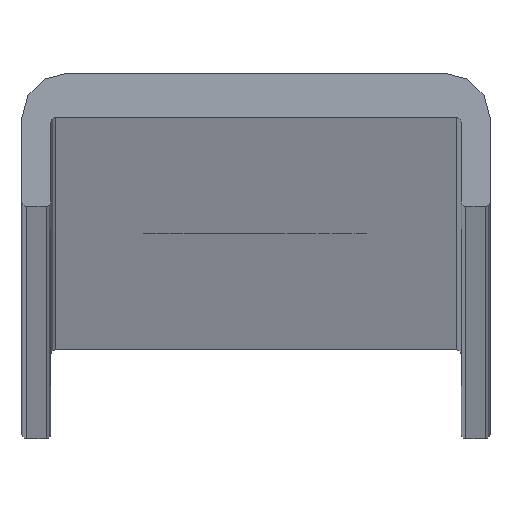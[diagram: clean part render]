
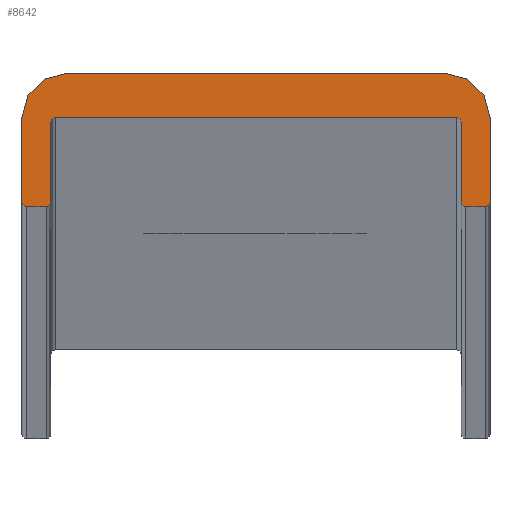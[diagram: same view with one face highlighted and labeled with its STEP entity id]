
A CAD part, top view. The second image highlights one B-rep face of the part: STEP entity #8642.
In plain terms, the highlighted planar face has unit normal (0, 0, 1).
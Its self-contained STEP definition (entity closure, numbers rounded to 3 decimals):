
#5 = DIRECTION ( 'NONE',  ( -1., 0., 0. ) ) ;
#39 = VECTOR ( 'NONE', #5014, 1000. ) ;
#94 = EDGE_CURVE ( 'NONE', #12336, #6493, #7595, .T. ) ;
#136 = CARTESIAN_POINT ( 'NONE',  ( -9.25, 0.2, 3000. ) ) ;
#431 = AXIS2_PLACEMENT_3D ( 'NONE', #3939, #5182, #17564 ) ;
#711 = VECTOR ( 'NONE', #5737, 1000. ) ;
#970 = VERTEX_POINT ( 'NONE', #7580 ) ;
#1088 = VECTOR ( 'NONE', #11282, 1000. ) ;
#1218 = DIRECTION ( 'NONE',  ( 0., 0., 1. ) ) ;
#1512 = ORIENTED_EDGE ( 'NONE', *, *, #13858, .T. ) ;
#1678 = LINE ( 'NONE', #4475, #15755 ) ;
#1733 = CIRCLE ( 'NONE', #12246, 0.2 ) ;
#2027 = CARTESIAN_POINT ( 'NONE',  ( 10.35, 0.2, 3000. ) ) ;
#2167 = VECTOR ( 'NONE', #6418, 1000. ) ;
#2172 = ORIENTED_EDGE ( 'NONE', *, *, #4510, .T. ) ;
#2442 = VECTOR ( 'NONE', #5662, 1000. ) ;
#2468 = DIRECTION ( 'NONE',  ( 0., -1., 0. ) ) ;
#2574 = AXIS2_PLACEMENT_3D ( 'NONE', #6983, #9503, #15316 ) ;
#2879 = ORIENTED_EDGE ( 'NONE', *, *, #15789, .T. ) ;
#3150 = VECTOR ( 'NONE', #13242, 1000. ) ;
#3418 = AXIS2_PLACEMENT_3D ( 'NONE', #17601, #3777, #12179 ) ;
#3421 = EDGE_CURVE ( 'NONE', #16262, #16161, #11374, .T. ) ;
#3453 = ORIENTED_EDGE ( 'NONE', *, *, #3712, .T. ) ;
#3513 = VERTEX_POINT ( 'NONE', #6086 ) ;
#3712 = EDGE_CURVE ( 'NONE', #13022, #3513, #8116, .T. ) ;
#3777 = DIRECTION ( 'NONE',  ( 0., 0., 1. ) ) ;
#3800 = EDGE_CURVE ( 'NONE', #16177, #970, #10496, .T. ) ;
#3939 = CARTESIAN_POINT ( 'NONE',  ( -9.05, 3.8, 3000. ) ) ;
#4318 = CARTESIAN_POINT ( 'NONE',  ( -10.55, 0.2, 3000. ) ) ;
#4394 = DIRECTION ( 'NONE',  ( 1., 0., 0. ) ) ;
#4446 = EDGE_CURVE ( 'NONE', #6493, #9254, #10281, .T. ) ;
#4475 = CARTESIAN_POINT ( 'NONE',  ( -10.35, 0., 3000. ) ) ;
#4510 = EDGE_CURVE ( 'NONE', #5059, #9786, #6826, .T. ) ;
#4706 = CARTESIAN_POINT ( 'NONE',  ( 10.55, 4., 3000. ) ) ;
#4801 = ORIENTED_EDGE ( 'NONE', *, *, #5748, .T. ) ;
#4840 = LINE ( 'NONE', #4318, #711 ) ;
#5014 = DIRECTION ( 'NONE',  ( -1., 0., 0. ) ) ;
#5031 = ORIENTED_EDGE ( 'NONE', *, *, #6854, .T. ) ;
#5059 = VERTEX_POINT ( 'NONE', #4706 ) ;
#5143 = EDGE_LOOP ( 'NONE', ( #2172, #5031, #14774, #11971, #14284, #13049, #3453, #4801, #2879, #1512, #7892, #8873, #15666, #6102, #16481, #13369 ) ) ;
#5182 = DIRECTION ( 'NONE',  ( 0., 0., -1. ) ) ;
#5325 = CARTESIAN_POINT ( 'NONE',  ( 9.25, 3.8, 3000. ) ) ;
#5662 = DIRECTION ( 'NONE',  ( 0., 1., 0. ) ) ;
#5737 = DIRECTION ( 'NONE',  ( 0., -1., 0. ) ) ;
#5748 = EDGE_CURVE ( 'NONE', #3513, #10282, #8071, .T. ) ;
#5753 = AXIS2_PLACEMENT_3D ( 'NONE', #16899, #8508, #4394 ) ;
#5880 = VERTEX_POINT ( 'NONE', #17018 ) ;
#6086 = CARTESIAN_POINT ( 'NONE',  ( -9.25, 0.2, 3000. ) ) ;
#6102 = ORIENTED_EDGE ( 'NONE', *, *, #94, .T. ) ;
#6289 = CARTESIAN_POINT ( 'NONE',  ( 8.55, 4., 3000. ) ) ;
#6418 = DIRECTION ( 'NONE',  ( 1., 0., 0. ) ) ;
#6493 = VERTEX_POINT ( 'NONE', #14951 ) ;
#6515 = LINE ( 'NONE', #16204, #2167 ) ;
#6624 = CARTESIAN_POINT ( 'NONE',  ( 9.45, 0., 3000. ) ) ;
#6689 = CARTESIAN_POINT ( 'NONE',  ( 10.55, 0.2, 3000. ) ) ;
#6826 = CIRCLE ( 'NONE', #13069, 2. ) ;
#6832 = LINE ( 'NONE', #12123, #3150 ) ;
#6844 = CARTESIAN_POINT ( 'NONE',  ( 9.05, 4., 3000. ) ) ;
#6854 = EDGE_CURVE ( 'NONE', #9786, #16262, #12176, .T. ) ;
#6983 = CARTESIAN_POINT ( 'NONE',  ( 9.05, 3.8, 3000. ) ) ;
#7264 = DIRECTION ( 'NONE',  ( 0., 0., -1. ) ) ;
#7580 = CARTESIAN_POINT ( 'NONE',  ( 9.25, 3.8, 3000. ) ) ;
#7595 = LINE ( 'NONE', #16842, #1088 ) ;
#7892 = ORIENTED_EDGE ( 'NONE', *, *, #3800, .T. ) ;
#8071 = LINE ( 'NONE', #136, #2442 ) ;
#8113 = EDGE_CURVE ( 'NONE', #8309, #12336, #1733, .T. ) ;
#8116 = CIRCLE ( 'NONE', #3418, 0.2 ) ;
#8157 = CARTESIAN_POINT ( 'NONE',  ( -10.55, 4., 3000. ) ) ;
#8309 = VERTEX_POINT ( 'NONE', #14661 ) ;
#8508 = DIRECTION ( 'NONE',  ( 0., 0., 1. ) ) ;
#8642 = ADVANCED_FACE ( 'NONE', ( #12685 ), #11427, .F. ) ;
#8704 = DIRECTION ( 'NONE',  ( 1., 0., 0. ) ) ;
#8802 = CARTESIAN_POINT ( 'NONE',  ( -10.35, 0., 3000. ) ) ;
#8873 = ORIENTED_EDGE ( 'NONE', *, *, #12636, .T. ) ;
#9134 = CARTESIAN_POINT ( 'NONE',  ( -9.25, 3.8, 3000. ) ) ;
#9206 = CIRCLE ( 'NONE', #15642, 0.2 ) ;
#9254 = VERTEX_POINT ( 'NONE', #6689 ) ;
#9501 = CARTESIAN_POINT ( 'NONE',  ( -9.05, 4., 3000. ) ) ;
#9503 = DIRECTION ( 'NONE',  ( 0., 0., -1. ) ) ;
#9518 = CARTESIAN_POINT ( 'NONE',  ( 9.45, 0.2, 3000. ) ) ;
#9786 = VERTEX_POINT ( 'NONE', #11705 ) ;
#10274 = AXIS2_PLACEMENT_3D ( 'NONE', #2027, #11724, #14514 ) ;
#10281 = CIRCLE ( 'NONE', #10274, 0.2 ) ;
#10282 = VERTEX_POINT ( 'NONE', #9134 ) ;
#10316 = CARTESIAN_POINT ( 'NONE',  ( -10.35, 0.2, 3000. ) ) ;
#10405 = EDGE_CURVE ( 'NONE', #16161, #5880, #4840, .T. ) ;
#10470 = DIRECTION ( 'NONE',  ( -1., 0., 0. ) ) ;
#10496 = CIRCLE ( 'NONE', #2574, 0.2 ) ;
#11233 = DIRECTION ( 'NONE',  ( -1., 0., 0. ) ) ;
#11282 = DIRECTION ( 'NONE',  ( 1., 0., 0. ) ) ;
#11328 = AXIS2_PLACEMENT_3D ( 'NONE', #15344, #7264, #11233 ) ;
#11374 = CIRCLE ( 'NONE', #5753, 2. ) ;
#11427 = PLANE ( 'NONE',  #11328 ) ;
#11705 = CARTESIAN_POINT ( 'NONE',  ( 8.55, 6., 3000. ) ) ;
#11724 = DIRECTION ( 'NONE',  ( 0., 0., 1. ) ) ;
#11804 = CARTESIAN_POINT ( 'NONE',  ( -8.55, 6., 3000. ) ) ;
#11971 = ORIENTED_EDGE ( 'NONE', *, *, #10405, .T. ) ;
#12119 = VERTEX_POINT ( 'NONE', #8802 ) ;
#12123 = CARTESIAN_POINT ( 'NONE',  ( 10.55, 4., 3000. ) ) ;
#12176 = LINE ( 'NONE', #11804, #39 ) ;
#12179 = DIRECTION ( 'NONE',  ( 1., 0., 0. ) ) ;
#12246 = AXIS2_PLACEMENT_3D ( 'NONE', #9518, #1218, #5 ) ;
#12336 = VERTEX_POINT ( 'NONE', #6624 ) ;
#12636 = EDGE_CURVE ( 'NONE', #970, #8309, #14121, .T. ) ;
#12685 = FACE_OUTER_BOUND ( 'NONE', #5143, .T. ) ;
#13022 = VERTEX_POINT ( 'NONE', #13423 ) ;
#13042 = DIRECTION ( 'NONE',  ( -1., 0., 0. ) ) ;
#13049 = ORIENTED_EDGE ( 'NONE', *, *, #16298, .T. ) ;
#13069 = AXIS2_PLACEMENT_3D ( 'NONE', #6289, #17330, #10470 ) ;
#13242 = DIRECTION ( 'NONE',  ( 0., 1., 0. ) ) ;
#13269 = VECTOR ( 'NONE', #2468, 1000. ) ;
#13369 = ORIENTED_EDGE ( 'NONE', *, *, #15246, .T. ) ;
#13423 = CARTESIAN_POINT ( 'NONE',  ( -9.45, 0., 3000. ) ) ;
#13858 = EDGE_CURVE ( 'NONE', #16955, #16177, #6515, .T. ) ;
#14089 = CARTESIAN_POINT ( 'NONE',  ( -8.55, 6., 3000. ) ) ;
#14121 = LINE ( 'NONE', #5325, #13269 ) ;
#14284 = ORIENTED_EDGE ( 'NONE', *, *, #15108, .T. ) ;
#14514 = DIRECTION ( 'NONE',  ( 1., 0., 0. ) ) ;
#14661 = CARTESIAN_POINT ( 'NONE',  ( 9.25, 0.2, 3000. ) ) ;
#14774 = ORIENTED_EDGE ( 'NONE', *, *, #3421, .T. ) ;
#14951 = CARTESIAN_POINT ( 'NONE',  ( 10.35, 0., 3000. ) ) ;
#15108 = EDGE_CURVE ( 'NONE', #5880, #12119, #9206, .T. ) ;
#15246 = EDGE_CURVE ( 'NONE', #9254, #5059, #6832, .T. ) ;
#15316 = DIRECTION ( 'NONE',  ( 1., 0., 0. ) ) ;
#15344 = CARTESIAN_POINT ( 'NONE',  ( 8.55, 4., 3000. ) ) ;
#15642 = AXIS2_PLACEMENT_3D ( 'NONE', #10316, #15860, #13042 ) ;
#15666 = ORIENTED_EDGE ( 'NONE', *, *, #8113, .T. ) ;
#15755 = VECTOR ( 'NONE', #8704, 1000. ) ;
#15789 = EDGE_CURVE ( 'NONE', #10282, #16955, #17486, .T. ) ;
#15860 = DIRECTION ( 'NONE',  ( 0., 0., 1. ) ) ;
#16161 = VERTEX_POINT ( 'NONE', #8157 ) ;
#16177 = VERTEX_POINT ( 'NONE', #6844 ) ;
#16204 = CARTESIAN_POINT ( 'NONE',  ( -9.05, 4., 3000. ) ) ;
#16262 = VERTEX_POINT ( 'NONE', #14089 ) ;
#16298 = EDGE_CURVE ( 'NONE', #12119, #13022, #1678, .T. ) ;
#16481 = ORIENTED_EDGE ( 'NONE', *, *, #4446, .T. ) ;
#16842 = CARTESIAN_POINT ( 'NONE',  ( 9.45, 0., 3000. ) ) ;
#16899 = CARTESIAN_POINT ( 'NONE',  ( -8.55, 4., 3000. ) ) ;
#16955 = VERTEX_POINT ( 'NONE', #9501 ) ;
#17018 = CARTESIAN_POINT ( 'NONE',  ( -10.55, 0.2, 3000. ) ) ;
#17330 = DIRECTION ( 'NONE',  ( 0., 0., 1. ) ) ;
#17486 = CIRCLE ( 'NONE', #431, 0.2 ) ;
#17564 = DIRECTION ( 'NONE',  ( 1., 0., 0. ) ) ;
#17601 = CARTESIAN_POINT ( 'NONE',  ( -9.45, 0.2, 3000. ) ) ;
